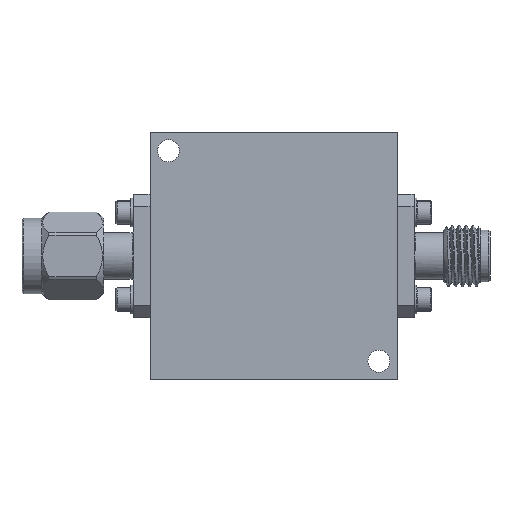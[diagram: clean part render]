
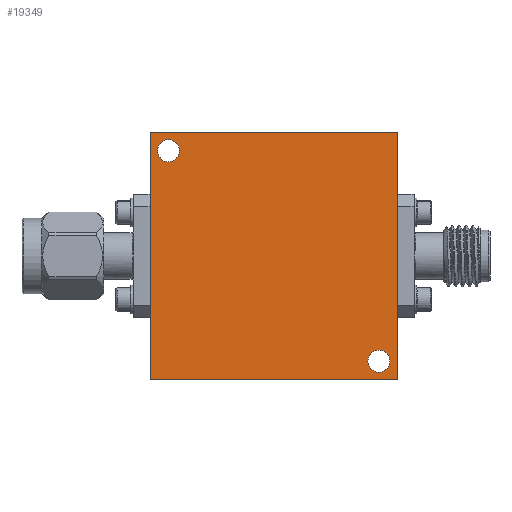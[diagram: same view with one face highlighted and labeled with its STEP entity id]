
A CAD part, front view. The second image highlights one B-rep face of the part: STEP entity #19349.
In plain terms, the highlighted planar face has unit normal (0, -1, 0).
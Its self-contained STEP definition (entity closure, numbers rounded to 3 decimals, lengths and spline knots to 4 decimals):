
#449 = LINE ( 'NONE', #29176, #25128 ) ;
#701 = DIRECTION ( 'NONE',  ( 0., -1., 0. ) ) ;
#975 = DIRECTION ( 'NONE',  ( -1., 0., 0. ) ) ;
#1659 = EDGE_CURVE ( 'NONE', #28097, #13174, #449, .T. ) ;
#1701 = FACE_OUTER_BOUND ( 'NONE', #34982, .T. ) ;
#2571 = VERTEX_POINT ( 'NONE', #25290 ) ;
#2869 = ORIENTED_EDGE ( 'NONE', *, *, #9266, .F. ) ;
#3287 = CARTESIAN_POINT ( 'NONE',  ( 0.4255, -0.24, -0.4255 ) ) ;
#3383 = EDGE_CURVE ( 'NONE', #33823, #43411, #26704, .T. ) ;
#3445 = AXIS2_PLACEMENT_3D ( 'NONE', #6518, #9970, #42190 ) ;
#4128 = CARTESIAN_POINT ( 'NONE',  ( -0.4255, -0.24, 0.47 ) ) ;
#4317 = ORIENTED_EDGE ( 'NONE', *, *, #13684, .F. ) ;
#4320 = CARTESIAN_POINT ( 'NONE',  ( -0.5, -0.24, 0.5 ) ) ;
#5190 = CIRCLE ( 'NONE', #20885, 0.0445 ) ;
#5207 = CARTESIAN_POINT ( 'NONE',  ( 0.5, -0.24, 0.5 ) ) ;
#5295 = DIRECTION ( 'NONE',  ( 0., 0., -1. ) ) ;
#5365 = LINE ( 'NONE', #26185, #27680 ) ;
#6518 = CARTESIAN_POINT ( 'NONE',  ( -0.4255, -0.24, 0.4255 ) ) ;
#6697 = CARTESIAN_POINT ( 'NONE',  ( 0., -0.24, 0. ) ) ;
#7330 = DIRECTION ( 'NONE',  ( 0., -1., 0. ) ) ;
#7734 = DIRECTION ( 'NONE',  ( 0., 0., 1. ) ) ;
#7878 = CARTESIAN_POINT ( 'NONE',  ( -0.4255, -0.24, 0.4255 ) ) ;
#8273 = EDGE_CURVE ( 'NONE', #2571, #46191, #5190, .T. ) ;
#9266 = EDGE_CURVE ( 'NONE', #43691, #23305, #10374, .T. ) ;
#9970 = DIRECTION ( 'NONE',  ( 0., -1., 0. ) ) ;
#10374 = LINE ( 'NONE', #24416, #12628 ) ;
#10725 = AXIS2_PLACEMENT_3D ( 'NONE', #7878, #701, #18044 ) ;
#11115 = CARTESIAN_POINT ( 'NONE',  ( -0.5, -0.24, -0.5 ) ) ;
#11761 = FACE_BOUND ( 'NONE', #39596, .T. ) ;
#12222 = CIRCLE ( 'NONE', #25653, 0.0445 ) ;
#12628 = VECTOR ( 'NONE', #31577, 39.3701 ) ;
#13174 = VERTEX_POINT ( 'NONE', #4320 ) ;
#13684 = EDGE_CURVE ( 'NONE', #23305, #28097, #5365, .T. ) ;
#13906 = DIRECTION ( 'NONE',  ( 0., 0., -1. ) ) ;
#14103 = ORIENTED_EDGE ( 'NONE', *, *, #41330, .F. ) ;
#14767 = CIRCLE ( 'NONE', #10725, 0.0445 ) ;
#16666 = VECTOR ( 'NONE', #25390, 39.3701 ) ;
#17411 = ORIENTED_EDGE ( 'NONE', *, *, #1659, .F. ) ;
#18044 = DIRECTION ( 'NONE',  ( 0., 0., -1. ) ) ;
#18118 = CARTESIAN_POINT ( 'NONE',  ( -0.5, -0.24, 0.5 ) ) ;
#19349 = ADVANCED_FACE ( 'NONE', ( #34191, #11761, #1701 ), #28158, .T. ) ;
#20159 = ORIENTED_EDGE ( 'NONE', *, *, #32441, .F. ) ;
#20885 = AXIS2_PLACEMENT_3D ( 'NONE', #3287, #42069, #35240 ) ;
#21369 = EDGE_CURVE ( 'NONE', #13174, #43691, #26266, .T. ) ;
#23305 = VERTEX_POINT ( 'NONE', #32236 ) ;
#24416 = CARTESIAN_POINT ( 'NONE',  ( 0.5, -0.24, 0.5 ) ) ;
#25023 = CARTESIAN_POINT ( 'NONE',  ( -0.4255, -0.24, 0.381 ) ) ;
#25128 = VECTOR ( 'NONE', #7734, 39.3701 ) ;
#25290 = CARTESIAN_POINT ( 'NONE',  ( 0.4255, -0.24, -0.47 ) ) ;
#25390 = DIRECTION ( 'NONE',  ( 1., 0., 0. ) ) ;
#25653 = AXIS2_PLACEMENT_3D ( 'NONE', #26900, #27209, #5295 ) ;
#26185 = CARTESIAN_POINT ( 'NONE',  ( -0.5, -0.24, -0.5 ) ) ;
#26266 = LINE ( 'NONE', #18118, #16666 ) ;
#26704 = CIRCLE ( 'NONE', #3445, 0.0445 ) ;
#26900 = CARTESIAN_POINT ( 'NONE',  ( 0.4255, -0.24, -0.4255 ) ) ;
#27209 = DIRECTION ( 'NONE',  ( 0., -1., 0. ) ) ;
#27680 = VECTOR ( 'NONE', #975, 39.3701 ) ;
#28097 = VERTEX_POINT ( 'NONE', #11115 ) ;
#28158 = PLANE ( 'NONE',  #42785 ) ;
#29176 = CARTESIAN_POINT ( 'NONE',  ( -0.5, -0.24, 0.5 ) ) ;
#29513 = CARTESIAN_POINT ( 'NONE',  ( 0.4255, -0.24, -0.381 ) ) ;
#29740 = ORIENTED_EDGE ( 'NONE', *, *, #21369, .F. ) ;
#30985 = ORIENTED_EDGE ( 'NONE', *, *, #3383, .F. ) ;
#31577 = DIRECTION ( 'NONE',  ( 0., 0., -1. ) ) ;
#32236 = CARTESIAN_POINT ( 'NONE',  ( 0.5, -0.24, -0.5 ) ) ;
#32424 = ORIENTED_EDGE ( 'NONE', *, *, #8273, .F. ) ;
#32441 = EDGE_CURVE ( 'NONE', #43411, #33823, #14767, .T. ) ;
#33823 = VERTEX_POINT ( 'NONE', #25023 ) ;
#34191 = FACE_BOUND ( 'NONE', #43940, .T. ) ;
#34982 = EDGE_LOOP ( 'NONE', ( #2869, #29740, #17411, #4317 ) ) ;
#35240 = DIRECTION ( 'NONE',  ( 0., 0., -1. ) ) ;
#39596 = EDGE_LOOP ( 'NONE', ( #20159, #30985 ) ) ;
#41330 = EDGE_CURVE ( 'NONE', #46191, #2571, #12222, .T. ) ;
#42069 = DIRECTION ( 'NONE',  ( 0., -1., 0. ) ) ;
#42190 = DIRECTION ( 'NONE',  ( 0., 0., -1. ) ) ;
#42785 = AXIS2_PLACEMENT_3D ( 'NONE', #6697, #7330, #13906 ) ;
#43411 = VERTEX_POINT ( 'NONE', #4128 ) ;
#43691 = VERTEX_POINT ( 'NONE', #5207 ) ;
#43940 = EDGE_LOOP ( 'NONE', ( #14103, #32424 ) ) ;
#46191 = VERTEX_POINT ( 'NONE', #29513 ) ;
